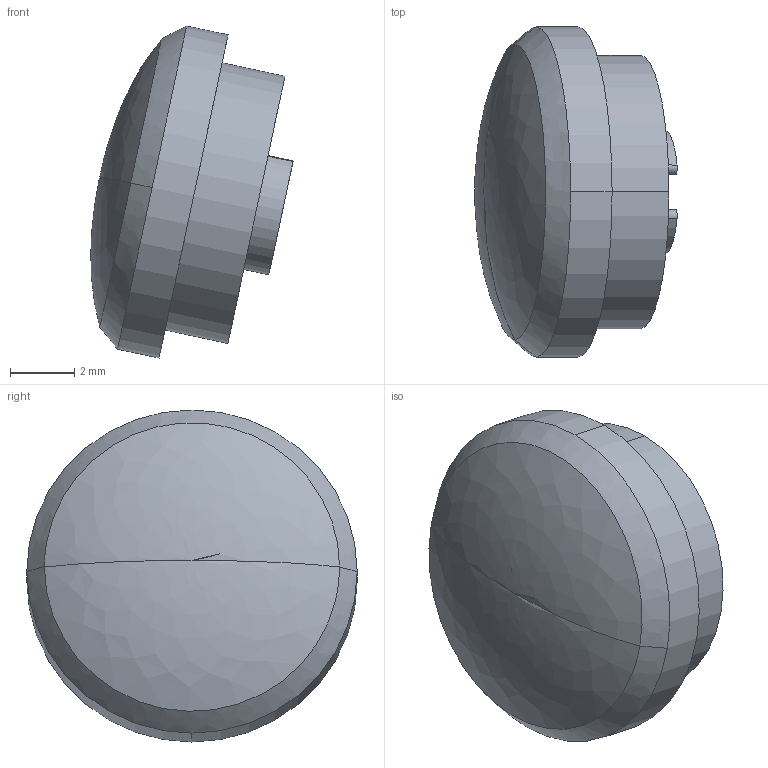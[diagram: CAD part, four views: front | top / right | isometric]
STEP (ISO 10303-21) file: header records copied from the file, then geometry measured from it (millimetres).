
FILE_DESCRIPTION((''),'2;1');
FILE_NAME('ANJIAN-3','2025-05-28T10:57:31',('lishuaijun5'),(''),'CREO PARAMETRIC BY PTC INC, 2020044','CREO PARAMETRIC BY PTC INC, 2020044','');
FILE_SCHEMA(('AUTOMOTIVE_DESIGN { 1 0 10303 214 1 1 1 1 }'));
Length unit declared in the file: millimetre
Products named in the file (1): ANJIAN-3
Bounding box: 6.29 x 10.28 x 10.33 mm (x, y, z)
Volume: 293.2 mm3; surface area: 329.6 mm2
Topology: 1 solids, 1 shells, 22 faces, 53 edges, 34 vertices
Faces by surface type: cylinder 11, plane 7, bspline 2, revolution 2
Entity records: 1105 total; most frequent: CARTESIAN_POINT 519, DIRECTION 110, ORIENTED_EDGE 102, EDGE_CURVE 51, AXIS2_PLACEMENT_3D 43, VERTEX_POINT 34, EDGE_LOOP 25, CIRCLE 25
